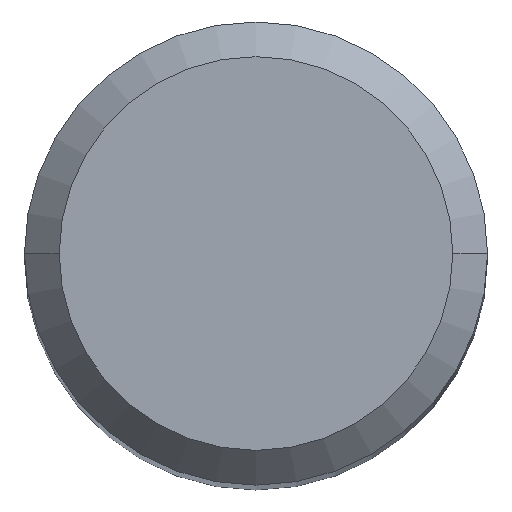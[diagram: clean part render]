
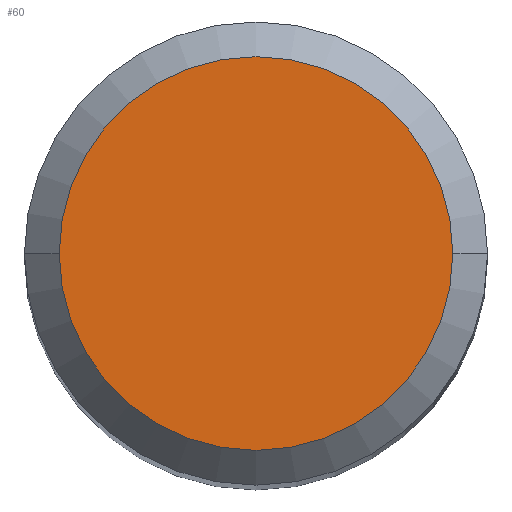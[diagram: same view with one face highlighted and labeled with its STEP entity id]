
A CAD part, top view. The second image highlights one B-rep face of the part: STEP entity #60.
In plain terms, the highlighted planar face has unit normal (0, 0, 1).
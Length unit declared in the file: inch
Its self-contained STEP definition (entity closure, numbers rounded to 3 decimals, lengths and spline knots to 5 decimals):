
#21 = DIRECTION ( 'NONE',  ( 0., 0., 1. ) ) ;
#60 = ADVANCED_FACE ( 'NONE', ( #402 ), #64, .F. ) ;
#64 = PLANE ( 'NONE',  #84 ) ;
#83 = EDGE_CURVE ( 'NONE', #123, #392, #481, .T. ) ;
#84 = AXIS2_PLACEMENT_3D ( 'NONE', #368, #254, #477 ) ;
#114 = DIRECTION ( 'NONE',  ( 0., 0., 1. ) ) ;
#119 = AXIS2_PLACEMENT_3D ( 'NONE', #408, #21, #441 ) ;
#123 = VERTEX_POINT ( 'NONE', #159 ) ;
#151 = EDGE_CURVE ( 'NONE', #392, #123, #374, .T. ) ;
#159 = CARTESIAN_POINT ( 'NONE',  ( 0.10039, 0., 0. ) ) ;
#166 = ORIENTED_EDGE ( 'NONE', *, *, #83, .T. ) ;
#171 = CARTESIAN_POINT ( 'NONE',  ( -0.10039, 0., 0. ) ) ;
#202 = EDGE_LOOP ( 'NONE', ( #237, #166 ) ) ;
#223 = AXIS2_PLACEMENT_3D ( 'NONE', #345, #114, #305 ) ;
#237 = ORIENTED_EDGE ( 'NONE', *, *, #151, .T. ) ;
#254 = DIRECTION ( 'NONE',  ( 0., 0., -1. ) ) ;
#305 = DIRECTION ( 'NONE',  ( 1., 0., 0. ) ) ;
#345 = CARTESIAN_POINT ( 'NONE',  ( 0., 0., 0. ) ) ;
#368 = CARTESIAN_POINT ( 'NONE',  ( 0., 0., 0. ) ) ;
#374 = CIRCLE ( 'NONE', #223, 0.10039 ) ;
#392 = VERTEX_POINT ( 'NONE', #171 ) ;
#402 = FACE_OUTER_BOUND ( 'NONE', #202, .T. ) ;
#408 = CARTESIAN_POINT ( 'NONE',  ( 0., 0., 0. ) ) ;
#441 = DIRECTION ( 'NONE',  ( 1., 0., 0. ) ) ;
#477 = DIRECTION ( 'NONE',  ( -1., 0., 0. ) ) ;
#481 = CIRCLE ( 'NONE', #119, 0.10039 ) ;
